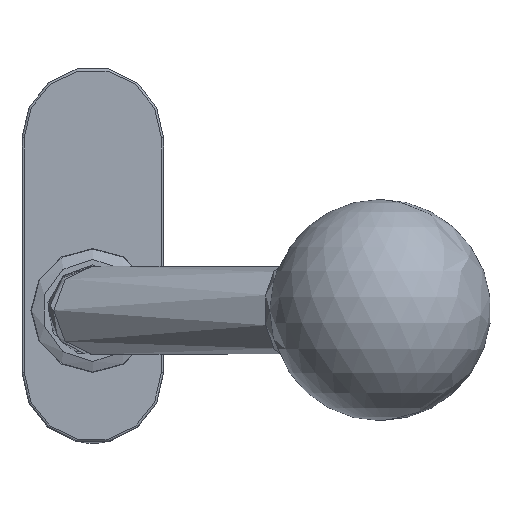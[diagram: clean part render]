
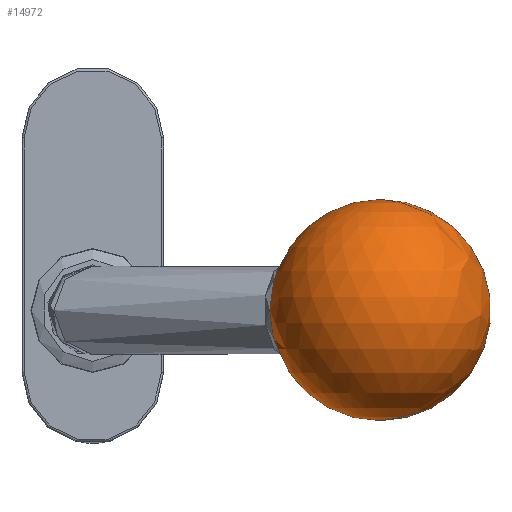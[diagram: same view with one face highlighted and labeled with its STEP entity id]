
A CAD part, top view. The second image highlights one B-rep face of the part: STEP entity #14972.
In plain terms, the highlighted spherical face has radius 25 mm.
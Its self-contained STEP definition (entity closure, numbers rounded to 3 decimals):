
#474 = FACE_BOUND ( 'NONE', #2221, .T. ) ;
#681 = SPHERICAL_SURFACE ( 'NONE', #7915, 25. ) ;
#2127 = DIRECTION ( 'NONE',  ( 0.419, 0., -0.908 ) ) ;
#2221 = EDGE_LOOP ( 'NONE', ( #10154 ) ) ;
#3098 = CARTESIAN_POINT ( 'NONE',  ( 49.322, 0., 35.527 ) ) ;
#7308 = VERTEX_POINT ( 'NONE', #3098 ) ;
#7797 = AXIS2_PLACEMENT_3D ( 'NONE', #11197, #9948, #2127 ) ;
#7915 = AXIS2_PLACEMENT_3D ( 'NONE', #16369, #12553, #16208 ) ;
#9948 = DIRECTION ( 'NONE',  ( 0.908, 0., 0.419 ) ) ;
#10154 = ORIENTED_EDGE ( 'NONE', *, *, #12637, .T. ) ;
#11197 = CARTESIAN_POINT ( 'NONE',  ( 44.666, 0., 45.615 ) ) ;
#11797 = CIRCLE ( 'NONE', #7797, 11.111 ) ;
#12553 = DIRECTION ( 'NONE',  ( 0., 1., 0. ) ) ;
#12637 = EDGE_CURVE ( 'NONE', #7308, #7308, #11797, .T. ) ;
#14972 = ADVANCED_FACE ( 'NONE', ( #474 ), #681, .T. ) ;
#16208 = DIRECTION ( 'NONE',  ( -0.908, 0., -0.419 ) ) ;
#16369 = CARTESIAN_POINT ( 'NONE',  ( 65., 0., 55. ) ) ;
